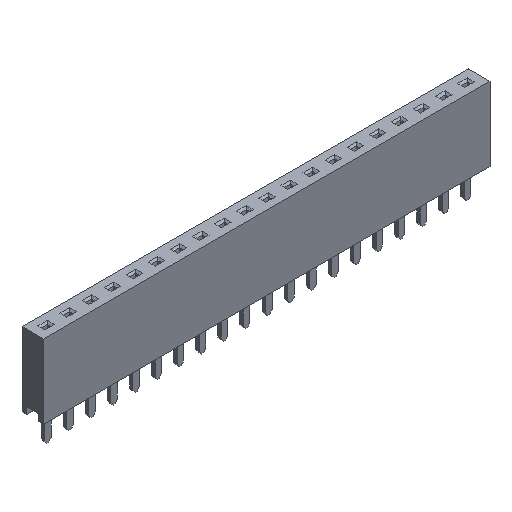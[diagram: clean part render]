
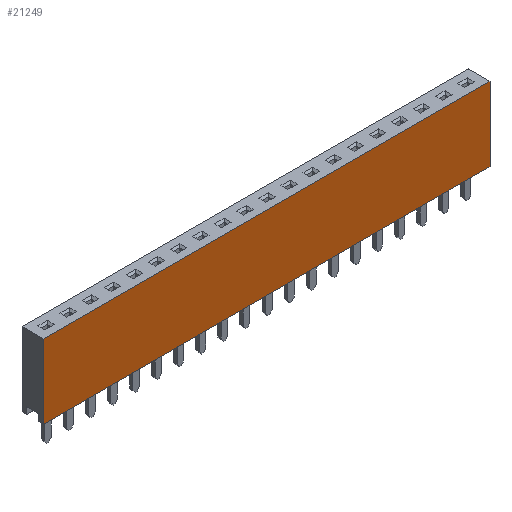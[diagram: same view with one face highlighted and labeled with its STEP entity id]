
A CAD part, isometric view. The second image highlights one B-rep face of the part: STEP entity #21249.
In plain terms, the highlighted planar face has unit normal (0, -1, 0).
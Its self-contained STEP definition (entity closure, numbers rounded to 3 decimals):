
#3460=ORIENTED_EDGE('',*,*,#6659,.T.);
#3461=ORIENTED_EDGE('',*,*,#6663,.T.);
#3462=ORIENTED_EDGE('',*,*,#6669,.T.);
#3463=ORIENTED_EDGE('',*,*,#6674,.T.);
#6659=EDGE_CURVE('',#8283,#8282,#10119,.T.);
#6663=EDGE_CURVE('',#8282,#8286,#10123,.T.);
#6669=EDGE_CURVE('',#8286,#8289,#10129,.T.);
#6674=EDGE_CURVE('',#8289,#8283,#10134,.T.);
#8282=VERTEX_POINT('',#30535);
#8283=VERTEX_POINT('',#30537);
#8286=VERTEX_POINT('',#30544);
#8289=VERTEX_POINT('',#30554);
#10119=LINE('',#30536,#12163);
#10123=LINE('',#30545,#12167);
#10129=LINE('',#30555,#12173);
#10134=LINE('',#30563,#12178);
#12163=VECTOR('',#25505,1000.);
#12167=VECTOR('',#25511,1000.);
#12173=VECTOR('',#25519,1000.);
#12178=VECTOR('',#25526,1000.);
#12967=EDGE_LOOP('',(#3460,#3461,#3462,#3463));
#13837=FACE_BOUND('',#12967,.T.);
#14687=PLANE('',#22166);
#21249=ADVANCED_FACE('',(#13837),#14687,.T.);
#22166=AXIS2_PLACEMENT_3D('',#30565,#25529,#25530);
#25505=DIRECTION('',(-1.,0.,0.));
#25511=DIRECTION('',(0.,0.,-1.));
#25519=DIRECTION('',(1.,0.,0.));
#25526=DIRECTION('',(0.,0.,1.));
#25529=DIRECTION('',(0.,-1.,0.));
#25530=DIRECTION('',(0.,0.,-1.));
#30535=CARTESIAN_POINT('',(-25.65,-1.25,4.25));
#30536=CARTESIAN_POINT('',(25.65,-1.25,4.25));
#30537=CARTESIAN_POINT('',(25.65,-1.25,4.25));
#30544=CARTESIAN_POINT('',(-25.65,-1.25,-4.25));
#30545=CARTESIAN_POINT('',(-25.65,-1.25,4.25));
#30554=CARTESIAN_POINT('',(25.65,-1.25,-4.25));
#30555=CARTESIAN_POINT('',(-25.65,-1.25,-4.25));
#30563=CARTESIAN_POINT('',(25.65,-1.25,-4.25));
#30565=CARTESIAN_POINT('',(0.,-1.25,0.));
